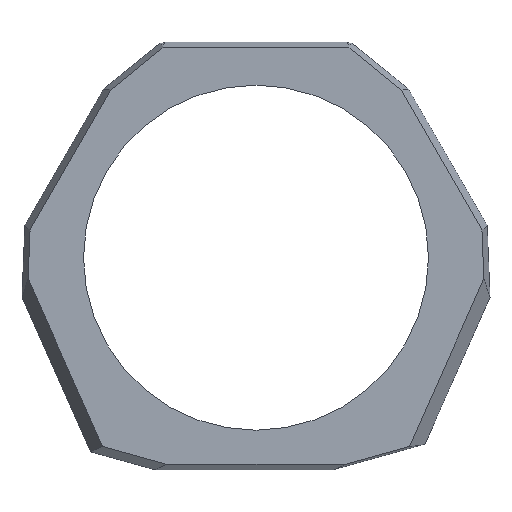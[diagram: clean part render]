
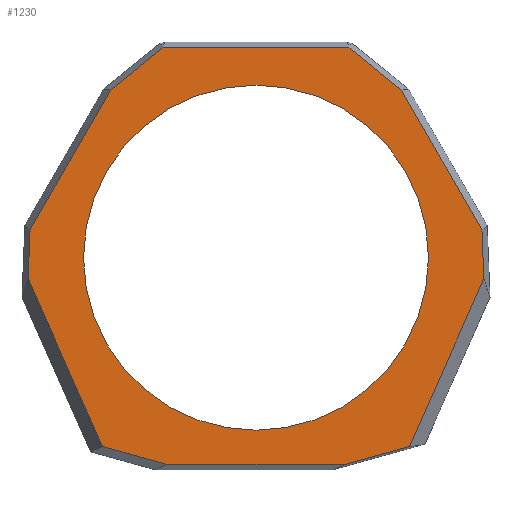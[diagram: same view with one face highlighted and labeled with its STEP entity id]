
A CAD part, front view. The second image highlights one B-rep face of the part: STEP entity #1230.
In plain terms, the highlighted planar face has unit normal (0, -1, 0).
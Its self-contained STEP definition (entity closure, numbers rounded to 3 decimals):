
#5 = VERTEX_POINT ( 'NONE', #251 ) ;
#11 = CARTESIAN_POINT ( 'NONE',  ( 41.663, -39.6, 72.317 ) ) ;
#28 = EDGE_CURVE ( 'NONE', #115, #1528, #860, .T. ) ;
#32 = LINE ( 'NONE', #965, #1243 ) ;
#56 = VECTOR ( 'NONE', #91, 1000. ) ;
#71 = CARTESIAN_POINT ( 'NONE',  ( -21.534, -39.6, 113.119 ) ) ;
#77 = VERTEX_POINT ( 'NONE', #1529 ) ;
#81 = LINE ( 'NONE', #71, #1003 ) ;
#88 = FACE_BOUND ( 'NONE', #471, .T. ) ;
#91 = DIRECTION ( 'NONE',  ( -0.778, 0., 0.628 ) ) ;
#107 = ORIENTED_EDGE ( 'NONE', *, *, #480, .T. ) ;
#115 = VERTEX_POINT ( 'NONE', #786 ) ;
#129 = DIRECTION ( 'NONE',  ( 0.963, 0., -0.269 ) ) ;
#130 = EDGE_CURVE ( 'NONE', #5, #519, #1169, .T. ) ;
#144 = CARTESIAN_POINT ( 'NONE',  ( -16.018, -39.6, 81.068 ) ) ;
#146 = ORIENTED_EDGE ( 'NONE', *, *, #849, .T. ) ;
#207 = CARTESIAN_POINT ( 'NONE',  ( 0., -39.6, 82.762 ) ) ;
#213 = VERTEX_POINT ( 'NONE', #838 ) ;
#246 = DIRECTION ( 'NONE',  ( 0.963, 0., 0.269 ) ) ;
#247 = DIRECTION ( 'NONE',  ( 0., 0., -1. ) ) ;
#251 = CARTESIAN_POINT ( 'NONE',  ( 9.702, -39.6, 122.666 ) ) ;
#262 = DIRECTION ( 'NONE',  ( 0.04, 0., 0.999 ) ) ;
#308 = DIRECTION ( 'NONE',  ( -0.5, 0., -0.866 ) ) ;
#316 = DIRECTION ( 'NONE',  ( 0., -1., 0. ) ) ;
#349 = ORIENTED_EDGE ( 'NONE', *, *, #130, .T. ) ;
#380 = VECTOR ( 'NONE', #129, 1000. ) ;
#383 = ORIENTED_EDGE ( 'NONE', *, *, #1166, .F. ) ;
#406 = ORIENTED_EDGE ( 'NONE', *, *, #998, .F. ) ;
#415 = CARTESIAN_POINT ( 'NONE',  ( -9.702, -39.6, 122.666 ) ) ;
#429 = DIRECTION ( 'NONE',  ( -1., 0., 0. ) ) ;
#433 = EDGE_CURVE ( 'NONE', #968, #1393, #1232, .T. ) ;
#456 = CARTESIAN_POINT ( 'NONE',  ( -9.318, -39.6, 79.2 ) ) ;
#457 = CARTESIAN_POINT ( 'NONE',  ( 0., -39.6, 118.762 ) ) ;
#471 = EDGE_LOOP ( 'NONE', ( #406, #383 ) ) ;
#480 = EDGE_CURVE ( 'NONE', #1528, #884, #864, .T. ) ;
#491 = LINE ( 'NONE', #977, #543 ) ;
#493 = AXIS2_PLACEMENT_3D ( 'NONE', #563, #316, #802 ) ;
#498 = EDGE_CURVE ( 'NONE', #585, #968, #491, .T. ) ;
#504 = EDGE_CURVE ( 'NONE', #585, #1364, #1246, .T. ) ;
#517 = VECTOR ( 'NONE', #429, 1000. ) ;
#519 = VERTEX_POINT ( 'NONE', #415 ) ;
#523 = CARTESIAN_POINT ( 'NONE',  ( 0., -39.6, 122.666 ) ) ;
#543 = VECTOR ( 'NONE', #1224, 1000. ) ;
#563 = CARTESIAN_POINT ( 'NONE',  ( 0., -39.6, 65.845 ) ) ;
#584 = CARTESIAN_POINT ( 'NONE',  ( 22.825, -39.6, 112.077 ) ) ;
#585 = VERTEX_POINT ( 'NONE', #1163 ) ;
#590 = ORIENTED_EDGE ( 'NONE', *, *, #1205, .T. ) ;
#593 = VECTOR ( 'NONE', #616, 1000. ) ;
#594 = VECTOR ( 'NONE', #1460, 1000. ) ;
#613 = CARTESIAN_POINT ( 'NONE',  ( 0., -39.6, 100.762 ) ) ;
#616 = DIRECTION ( 'NONE',  ( 0.405, 0., 0.914 ) ) ;
#617 = ORIENTED_EDGE ( 'NONE', *, *, #1445, .T. ) ;
#695 = CARTESIAN_POINT ( 'NONE',  ( -23.572, -39.6, 103.651 ) ) ;
#699 = VERTEX_POINT ( 'NONE', #207 ) ;
#714 = CIRCLE ( 'NONE', #1237, 18. ) ;
#727 = CARTESIAN_POINT ( 'NONE',  ( -16.018, -39.6, 81.068 ) ) ;
#731 = DIRECTION ( 'NONE',  ( -0.04, 0., 0.999 ) ) ;
#735 = EDGE_CURVE ( 'NONE', #1135, #1364, #1041, .T. ) ;
#786 = CARTESIAN_POINT ( 'NONE',  ( 9.318, -39.6, 79.2 ) ) ;
#795 = VECTOR ( 'NONE', #308, 1000. ) ;
#800 = VECTOR ( 'NONE', #246, 1000. ) ;
#802 = DIRECTION ( 'NONE',  ( 0., 0., -1. ) ) ;
#810 = ORIENTED_EDGE ( 'NONE', *, *, #735, .T. ) ;
#811 = DIRECTION ( 'NONE',  ( -0.778, 0., -0.628 ) ) ;
#829 = CARTESIAN_POINT ( 'NONE',  ( 0., -39.6, 100.762 ) ) ;
#838 = CARTESIAN_POINT ( 'NONE',  ( 23.572, -39.6, 103.651 ) ) ;
#849 = EDGE_CURVE ( 'NONE', #1393, #115, #953, .T. ) ;
#854 = CARTESIAN_POINT ( 'NONE',  ( 23.773, -39.6, 98.565 ) ) ;
#858 = ORIENTED_EDGE ( 'NONE', *, *, #974, .T. ) ;
#860 = LINE ( 'NONE', #1333, #800 ) ;
#864 = LINE ( 'NONE', #1331, #593 ) ;
#874 = LINE ( 'NONE', #11, #594 ) ;
#884 = VERTEX_POINT ( 'NONE', #854 ) ;
#902 = CARTESIAN_POINT ( 'NONE',  ( 16.018, -39.6, 81.068 ) ) ;
#909 = ORIENTED_EDGE ( 'NONE', *, *, #28, .T. ) ;
#925 = ORIENTED_EDGE ( 'NONE', *, *, #498, .T. ) ;
#926 = CARTESIAN_POINT ( 'NONE',  ( -15.115, -39.6, 118.298 ) ) ;
#943 = CARTESIAN_POINT ( 'NONE',  ( -9.318, -39.6, 79.2 ) ) ;
#953 = LINE ( 'NONE', #456, #1086 ) ;
#965 = CARTESIAN_POINT ( 'NONE',  ( 24.457, -39.6, 81.27 ) ) ;
#968 = VERTEX_POINT ( 'NONE', #144 ) ;
#974 = EDGE_CURVE ( 'NONE', #884, #213, #32, .T. ) ;
#977 = CARTESIAN_POINT ( 'NONE',  ( -11.168, -39.6, 70.126 ) ) ;
#987 = ORIENTED_EDGE ( 'NONE', *, *, #504, .F. ) ;
#998 = EDGE_CURVE ( 'NONE', #699, #1402, #714, .T. ) ;
#1003 = VECTOR ( 'NONE', #811, 1000. ) ;
#1013 = PLANE ( 'NONE',  #493 ) ;
#1041 = LINE ( 'NONE', #1288, #795 ) ;
#1086 = VECTOR ( 'NONE', #1434, 1000. ) ;
#1097 = DIRECTION ( 'NONE',  ( 0., -1., 0. ) ) ;
#1135 = VERTEX_POINT ( 'NONE', #926 ) ;
#1163 = CARTESIAN_POINT ( 'NONE',  ( -23.773, -39.6, 98.565 ) ) ;
#1166 = EDGE_CURVE ( 'NONE', #1402, #699, #1467, .T. ) ;
#1169 = LINE ( 'NONE', #523, #517 ) ;
#1172 = EDGE_CURVE ( 'NONE', #77, #5, #1292, .T. ) ;
#1205 = EDGE_CURVE ( 'NONE', #519, #1135, #81, .T. ) ;
#1224 = DIRECTION ( 'NONE',  ( 0.405, 0., -0.914 ) ) ;
#1230 = ADVANCED_FACE ( 'NONE', ( #88, #1527 ), #1013, .T. ) ;
#1232 = LINE ( 'NONE', #727, #380 ) ;
#1237 = AXIS2_PLACEMENT_3D ( 'NONE', #613, #1097, #247 ) ;
#1243 = VECTOR ( 'NONE', #731, 1000. ) ;
#1246 = LINE ( 'NONE', #1376, #1517 ) ;
#1288 = CARTESIAN_POINT ( 'NONE',  ( -41.663, -39.6, 72.317 ) ) ;
#1292 = LINE ( 'NONE', #584, #56 ) ;
#1300 = DIRECTION ( 'NONE',  ( 0., 0., -1. ) ) ;
#1301 = ORIENTED_EDGE ( 'NONE', *, *, #1172, .T. ) ;
#1331 = CARTESIAN_POINT ( 'NONE',  ( 11.168, -39.6, 70.126 ) ) ;
#1333 = CARTESIAN_POINT ( 'NONE',  ( 9.318, -39.6, 79.2 ) ) ;
#1364 = VERTEX_POINT ( 'NONE', #695 ) ;
#1376 = CARTESIAN_POINT ( 'NONE',  ( -24.426, -39.6, 82.059 ) ) ;
#1393 = VERTEX_POINT ( 'NONE', #943 ) ;
#1402 = VERTEX_POINT ( 'NONE', #457 ) ;
#1410 = ORIENTED_EDGE ( 'NONE', *, *, #433, .T. ) ;
#1422 = AXIS2_PLACEMENT_3D ( 'NONE', #829, #1424, #1300 ) ;
#1424 = DIRECTION ( 'NONE',  ( 0., -1., 0. ) ) ;
#1434 = DIRECTION ( 'NONE',  ( 1., 0., 0. ) ) ;
#1445 = EDGE_CURVE ( 'NONE', #213, #77, #874, .T. ) ;
#1460 = DIRECTION ( 'NONE',  ( -0.5, 0., 0.866 ) ) ;
#1467 = CIRCLE ( 'NONE', #1422, 18. ) ;
#1473 = EDGE_LOOP ( 'NONE', ( #925, #1410, #146, #909, #107, #858, #617, #1301, #349, #590, #810, #987 ) ) ;
#1517 = VECTOR ( 'NONE', #262, 1000. ) ;
#1527 = FACE_OUTER_BOUND ( 'NONE', #1473, .T. ) ;
#1528 = VERTEX_POINT ( 'NONE', #902 ) ;
#1529 = CARTESIAN_POINT ( 'NONE',  ( 15.115, -39.6, 118.298 ) ) ;
